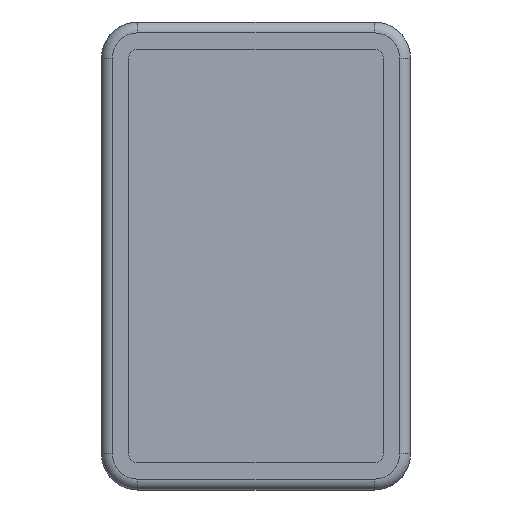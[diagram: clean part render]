
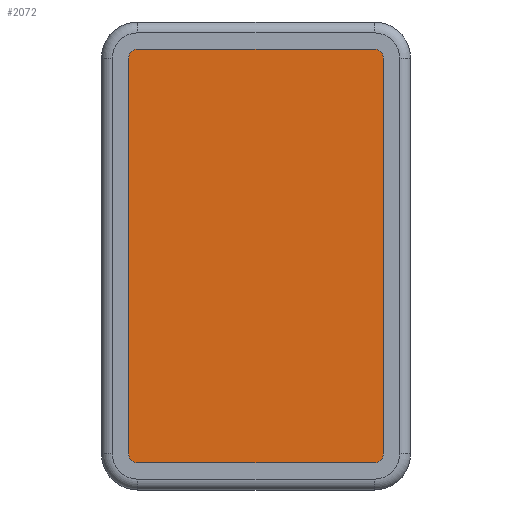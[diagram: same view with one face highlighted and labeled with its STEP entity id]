
A CAD part, front view. The second image highlights one B-rep face of the part: STEP entity #2072.
In plain terms, the highlighted planar face has unit normal (0, -1, 0).
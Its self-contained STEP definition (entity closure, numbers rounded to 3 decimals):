
#640 = AXIS2_PLACEMENT_3D ( 'NONE', #1508, #1514, #1515 ) ;
#996 = EDGE_CURVE ( 'NONE', #7547, #7517, #3460, .T. ) ;
#999 = EDGE_CURVE ( 'NONE', #7798, #7759, #3466, .T. ) ;
#1030 = EDGE_CURVE ( 'NONE', #7517, #7798, #6722, .T. ) ;
#1043 = EDGE_CURVE ( 'NONE', #7691, #7762, #2433, .T. ) ;
#1075 = EDGE_CURVE ( 'NONE', #7822, #7831, #5583, .T. ) ;
#1163 = EDGE_CURVE ( 'NONE', #7762, #7547, #6835, .T. ) ;
#1205 = EDGE_CURVE ( 'NONE', #7759, #7822, #6591, .T. ) ;
#1258 = EDGE_CURVE ( 'NONE', #7831, #7691, #6772, .T. ) ;
#1508 = CARTESIAN_POINT ( 'NONE',  ( -15.1, 0.15, -10.95 ) ) ;
#1511 = FACE_OUTER_BOUND ( 'NONE', #8332, .T. ) ;
#1512 = PLANE ( 'NONE',  #640 ) ;
#1514 = DIRECTION ( 'NONE',  ( 0., -1., 0. ) ) ;
#1515 = DIRECTION ( 'NONE',  ( 0., 0., -1. ) ) ;
#1623 = CARTESIAN_POINT ( 'NONE',  ( -2., 0.15, -11.45 ) ) ;
#1655 = CARTESIAN_POINT ( 'NONE',  ( -15.1, 0.15, -11.45 ) ) ;
#1799 = CARTESIAN_POINT ( 'NONE',  ( -15.6, 0.15, 10.95 ) ) ;
#1867 = CARTESIAN_POINT ( 'NONE',  ( -1.5, 0.15, 10.95 ) ) ;
#1870 = CARTESIAN_POINT ( 'NONE',  ( -15.6, 0.15, -10.95 ) ) ;
#1906 = CARTESIAN_POINT ( 'NONE',  ( -1.5, 0.15, -10.95 ) ) ;
#1930 = CARTESIAN_POINT ( 'NONE',  ( -2., 0.15, 11.45 ) ) ;
#1939 = CARTESIAN_POINT ( 'NONE',  ( -15.1, 0.15, 11.45 ) ) ;
#2072 = ADVANCED_FACE ( 'NONE', ( #1511 ), #1512, .T. ) ;
#2333 = CARTESIAN_POINT ( 'NONE',  ( -2., 0.15, -10.95 ) ) ;
#2334 = DIRECTION ( 'NONE',  ( 0., -1., 0. ) ) ;
#2335 = DIRECTION ( 'NONE',  ( 0., 0., -1. ) ) ;
#2433 = LINE ( 'NONE', #2434, #6839 ) ;
#2434 = CARTESIAN_POINT ( 'NONE',  ( -15.6, 0.15, 10.95 ) ) ;
#2435 = DIRECTION ( 'NONE',  ( 0., 0., -1. ) ) ;
#3177 = ORIENTED_EDGE ( 'NONE', *, *, #1075, .T. ) ;
#3249 = ORIENTED_EDGE ( 'NONE', *, *, #999, .T. ) ;
#3319 = ORIENTED_EDGE ( 'NONE', *, *, #996, .T. ) ;
#3460 = LINE ( 'NONE', #3468, #6498 ) ;
#3466 = LINE ( 'NONE', #3476, #6616 ) ;
#3468 = CARTESIAN_POINT ( 'NONE',  ( -15.1, 0.15, -11.45 ) ) ;
#3470 = DIRECTION ( 'NONE',  ( 1., 0., 0. ) ) ;
#3476 = CARTESIAN_POINT ( 'NONE',  ( -1.5, 0.15, 10.95 ) ) ;
#3477 = DIRECTION ( 'NONE',  ( 0., 0., 1. ) ) ;
#3659 = CARTESIAN_POINT ( 'NONE',  ( -15.1, 0.15, -10.95 ) ) ;
#3660 = DIRECTION ( 'NONE',  ( 0., -1., 0. ) ) ;
#3661 = DIRECTION ( 'NONE',  ( 0., 0., -1. ) ) ;
#5236 = CARTESIAN_POINT ( 'NONE',  ( -15.1, 0.15, 10.95 ) ) ;
#5237 = DIRECTION ( 'NONE',  ( 0., -1., 0. ) ) ;
#5238 = DIRECTION ( 'NONE',  ( 0., 0., -1. ) ) ;
#5508 = ORIENTED_EDGE ( 'NONE', *, *, #1043, .T. ) ;
#5583 = LINE ( 'NONE', #5586, #6611 ) ;
#5586 = CARTESIAN_POINT ( 'NONE',  ( -15.1, 0.15, 11.45 ) ) ;
#5587 = DIRECTION ( 'NONE',  ( -1., 0., 0. ) ) ;
#6270 = CARTESIAN_POINT ( 'NONE',  ( -2., 0.15, 10.95 ) ) ;
#6271 = DIRECTION ( 'NONE',  ( 0., -1., 0. ) ) ;
#6272 = DIRECTION ( 'NONE',  ( 0., 0., 1. ) ) ;
#6498 = VECTOR ( 'NONE', #3470, 1000. ) ;
#6591 = CIRCLE ( 'NONE', #6707, 0.5 ) ;
#6611 = VECTOR ( 'NONE', #5587, 1000. ) ;
#6616 = VECTOR ( 'NONE', #3477, 1000. ) ;
#6671 = AXIS2_PLACEMENT_3D ( 'NONE', #2333, #2334, #2335 ) ;
#6707 = AXIS2_PLACEMENT_3D ( 'NONE', #6270, #6271, #6272 ) ;
#6722 = CIRCLE ( 'NONE', #6671, 0.5 ) ;
#6770 = AXIS2_PLACEMENT_3D ( 'NONE', #5236, #5237, #5238 ) ;
#6772 = CIRCLE ( 'NONE', #6770, 0.5 ) ;
#6776 = AXIS2_PLACEMENT_3D ( 'NONE', #3659, #3660, #3661 ) ;
#6835 = CIRCLE ( 'NONE', #6776, 0.5 ) ;
#6839 = VECTOR ( 'NONE', #2435, 1000. ) ;
#7027 = ORIENTED_EDGE ( 'NONE', *, *, #1258, .T. ) ;
#7032 = ORIENTED_EDGE ( 'NONE', *, *, #1205, .T. ) ;
#7035 = ORIENTED_EDGE ( 'NONE', *, *, #1030, .T. ) ;
#7069 = ORIENTED_EDGE ( 'NONE', *, *, #1163, .T. ) ;
#7517 = VERTEX_POINT ( 'NONE', #1623 ) ;
#7547 = VERTEX_POINT ( 'NONE', #1655 ) ;
#7691 = VERTEX_POINT ( 'NONE', #1799 ) ;
#7759 = VERTEX_POINT ( 'NONE', #1867 ) ;
#7762 = VERTEX_POINT ( 'NONE', #1870 ) ;
#7798 = VERTEX_POINT ( 'NONE', #1906 ) ;
#7822 = VERTEX_POINT ( 'NONE', #1930 ) ;
#7831 = VERTEX_POINT ( 'NONE', #1939 ) ;
#8332 = EDGE_LOOP ( 'NONE', ( #7069, #3319, #7035, #3249, #7032, #3177, #7027, #5508 ) ) ;
